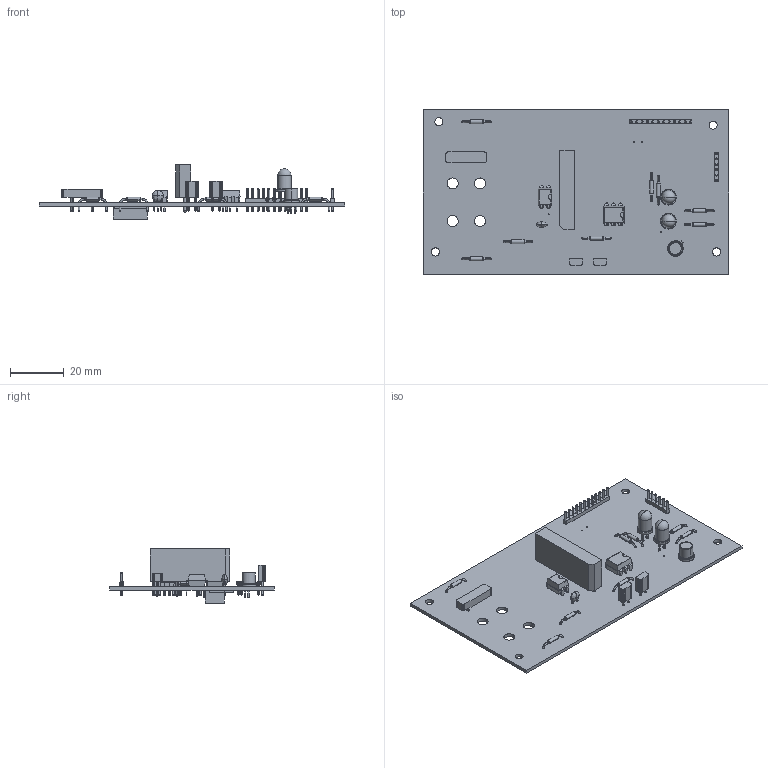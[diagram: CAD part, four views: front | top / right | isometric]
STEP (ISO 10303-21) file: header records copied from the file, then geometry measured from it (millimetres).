
FILE_DESCRIPTION(('PCB Model'),'2;1');
FILE_NAME('Power AC Dimmer_Design.STEP', '2018-10-26T20:08:21',('ELVIS A'),('Unspecified'), 'Open CASCADE STEP processor 6.8','Proteus','Unknown');
FILE_SCHEMA(('CONFIG_CONTROL_DESIGN','SHAPE_APPEARANCE_LAYER_MIM'));
Length unit declared in the file: millimetre
Products named in the file (86): Open CASCADE STEP translator 6.8 1; Layer_1; VR1; Open CASCADE STEP translator 6.8 1.2.1; Body_1; Pin_1; Pin_2; U3; Open CASCADE STEP translator 6.8 1.3.1; Pin_3; C1; Open CASCADE STEP translator 6.8 1.4.1; R1; Open CASCADE STEP translator 6.8 1.5.1; R2; R6; U1; Open CASCADE STEP translator 6.8 1.8.1; BR2; Open CASCADE STEP translator 6.8 1.9.1; Pin_4; J2; Open CASCADE STEP translator 6.8 1.10.1; Pin_5; Pin_6; OK; Open CASCADE STEP translator 6.8 1.11.1; EMERGENCY_STOP; J1; Open CASCADE STEP translator 6.8 1.13.1; Pin_7; Pin_8; Pin_9; Pin_10; Pin_11; Pin_12; Q1; Open CASCADE STEP translator 6.8 1.14.1; R3; R4 ...
Assembly tree (94 placements, depth 5):
  Open CASCADE STEP translator 6.8 1
    Layer_1
    VR1
      Open CASCADE STEP translator 6.8 1.2.1
        Body_1
        Pin_1
        Pin_2
    U3
      Open CASCADE STEP translator 6.8 1.3.1
        Body_1
        Pin_1
        Pin_2
        Pin_3
    C1
      Open CASCADE STEP translator 6.8 1.4.1
        Body_1
        Pin_1
        Pin_2
    R1
      Open CASCADE STEP translator 6.8 1.5.1
        Body_1
        Pin_1
        Pin_2
    R2
      Open CASCADE STEP translator 6.8 1.5.1
        Body_1
        Pin_1
        Pin_2
    R6
      Open CASCADE STEP translator 6.8 1.5.1
        Body_1
        Pin_1
        Pin_2
    U1
      Open CASCADE STEP translator 6.8 1.8.1
        Body_1
    BR2
      Open CASCADE STEP translator 6.8 1.9.1
        Body_1
        Pin_1
        Pin_2
        Pin_3
        Pin_4
    J2
      Open CASCADE STEP translator 6.8 1.10.1
        Body_1
        Pin_1
        Pin_2
        Pin_3
        Pin_4
        Pin_5
        Pin_6
    OK
      Open CASCADE STEP translator 6.8 1.11.1
        Body_1
        Pin_1
        Pin_2
    EMERGENCY_STOP
      Open CASCADE STEP translator 6.8 1.11.1
        Body_1
Bounding box: 113.03 x 60.96 x 20.07 mm (x, y, z)
Volume: 12047 mm3; surface area: 19286.6 mm2
Topology: 75 solids, 77 shells, 1277 faces, 3180 edges, 1874 vertices
Faces by surface type: plane 474, cylinder 445, sphere 192, bspline 80, torus 56, extrusion 16, cone 14
Entity records: 33600 total; most frequent: CARTESIAN_POINT 5586, DIRECTION 4469, ORIENTED_EDGE 4222, EDGE_CURVE 2111, AXIS2_PLACEMENT_3D 1661, VERTEX_POINT 1342, VECTOR 1147, LINE 1145
